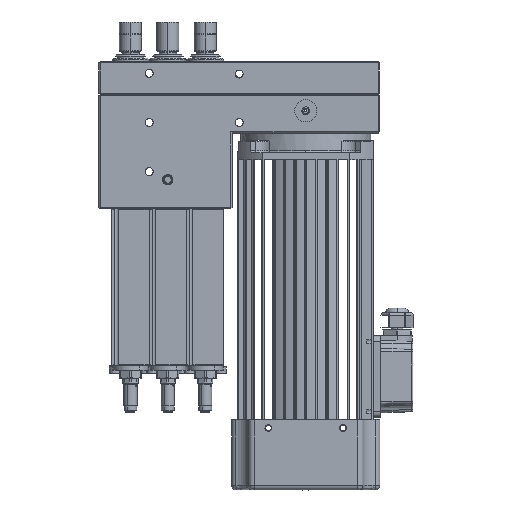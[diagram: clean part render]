
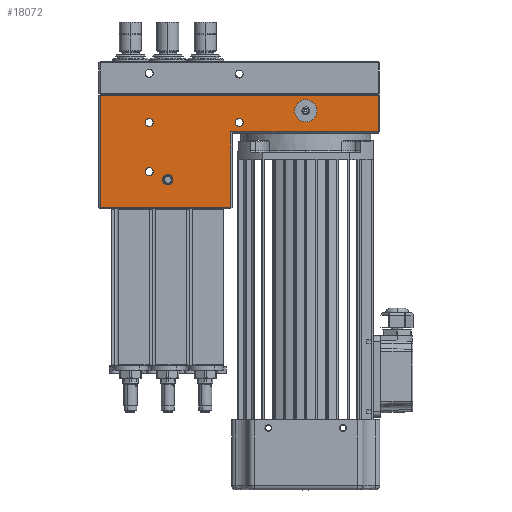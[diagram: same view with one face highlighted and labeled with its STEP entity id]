
A CAD part, front view. The second image highlights one B-rep face of the part: STEP entity #18072.
In plain terms, the highlighted planar face has unit normal (0, -1, 0).
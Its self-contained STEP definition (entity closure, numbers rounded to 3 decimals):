
#357 = VERTEX_POINT ( 'NONE', #33169 ) ;
#580 = ORIENTED_EDGE ( 'NONE', *, *, #5260, .F. ) ;
#730 = CIRCLE ( 'NONE', #32348, 3.4 ) ;
#790 = VERTEX_POINT ( 'NONE', #19783 ) ;
#867 = VERTEX_POINT ( 'NONE', #43392 ) ;
#1089 = LINE ( 'NONE', #37410, #57158 ) ;
#2195 = DIRECTION ( 'NONE',  ( 0., 0., -1. ) ) ;
#3055 = EDGE_CURVE ( 'NONE', #67117, #53930, #11439, .T. ) ;
#3889 = DIRECTION ( 'NONE',  ( 1., 0., 0. ) ) ;
#4984 = EDGE_LOOP ( 'NONE', ( #55868, #580 ) ) ;
#5260 = EDGE_CURVE ( 'NONE', #17173, #357, #10312, .T. ) ;
#6050 = AXIS2_PLACEMENT_3D ( 'NONE', #48214, #15710, #69243 ) ;
#6076 = VERTEX_POINT ( 'NONE', #60271 ) ;
#6957 = DIRECTION ( 'NONE',  ( 0., 0., -1. ) ) ;
#7026 = EDGE_LOOP ( 'NONE', ( #18497, #55485 ) ) ;
#8049 = ORIENTED_EDGE ( 'NONE', *, *, #67246, .T. ) ;
#8212 = ORIENTED_EDGE ( 'NONE', *, *, #37818, .F. ) ;
#8492 = CARTESIAN_POINT ( 'NONE',  ( -26., -30.5, -1. ) ) ;
#8641 = ORIENTED_EDGE ( 'NONE', *, *, #67403, .F. ) ;
#8754 = DIRECTION ( 'NONE',  ( 0., 0., 1. ) ) ;
#10312 = CIRCLE ( 'NONE', #6050, 3.4 ) ;
#11009 = VERTEX_POINT ( 'NONE', #19805 ) ;
#11073 = EDGE_CURVE ( 'NONE', #357, #17173, #69285, .T. ) ;
#11209 = CARTESIAN_POINT ( 'NONE',  ( 93., -30.5, -24. ) ) ;
#11439 = CIRCLE ( 'NONE', #32700, 9.5 ) ;
#11578 = ORIENTED_EDGE ( 'NONE', *, *, #36068, .F. ) ;
#11671 = EDGE_CURVE ( 'NONE', #867, #31845, #53965, .T. ) ;
#11720 = DIRECTION ( 'NONE',  ( 0., -1., 0. ) ) ;
#12018 = CIRCLE ( 'NONE', #69641, 9.5 ) ;
#12030 = FACE_BOUND ( 'NONE', #55884, .T. ) ;
#12783 = LINE ( 'NONE', #65805, #62863 ) ;
#14302 = CARTESIAN_POINT ( 'NONE',  ( -26., -30.5, -97. ) ) ;
#14423 = CARTESIAN_POINT ( 'NONE',  ( -26., -30.5, -98. ) ) ;
#14648 = DIRECTION ( 'NONE',  ( 0., -1., 0. ) ) ;
#14820 = EDGE_CURVE ( 'NONE', #6076, #43935, #12783, .T. ) ;
#14886 = DIRECTION ( 'NONE',  ( 0., 0., -1. ) ) ;
#15710 = DIRECTION ( 'NONE',  ( 0., -1., 0. ) ) ;
#16434 = CARTESIAN_POINT ( 'NONE',  ( 32., -30.5, -77.4 ) ) ;
#17173 = VERTEX_POINT ( 'NONE', #66178 ) ;
#17629 = ORIENTED_EDGE ( 'NONE', *, *, #51965, .T. ) ;
#17780 = DIRECTION ( 'NONE',  ( 0., -1., 0. ) ) ;
#18072 = ADVANCED_FACE ( 'NONE', ( #40918, #12030, #55340, #53641, #67094, #37560 ), #41461, .T. ) ;
#18497 = ORIENTED_EDGE ( 'NONE', *, *, #41955, .F. ) ;
#19783 = CARTESIAN_POINT ( 'NONE',  ( -26., -30.5, -97. ) ) ;
#19805 = CARTESIAN_POINT ( 'NONE',  ( 86., -30.5, -97. ) ) ;
#20662 = VERTEX_POINT ( 'NONE', #8492 ) ;
#21149 = VERTEX_POINT ( 'NONE', #45478 ) ;
#22288 = AXIS2_PLACEMENT_3D ( 'NONE', #31653, #57954, #69250 ) ;
#22307 = CARTESIAN_POINT ( 'NONE',  ( 150., -30.5, -23.5 ) ) ;
#23109 = ORIENTED_EDGE ( 'NONE', *, *, #11671, .F. ) ;
#24110 = EDGE_LOOP ( 'NONE', ( #34627, #43235 ) ) ;
#24622 = CIRCLE ( 'NONE', #53898, 4.4 ) ;
#24810 = CIRCLE ( 'NONE', #68610, 3.4 ) ;
#26013 = VERTEX_POINT ( 'NONE', #31329 ) ;
#26510 = DIRECTION ( 'NONE',  ( 0., 0., -1. ) ) ;
#26814 = CARTESIAN_POINT ( 'NONE',  ( 93., -30.5, -24. ) ) ;
#28081 = DIRECTION ( 'NONE',  ( 0., -1., 0. ) ) ;
#28591 = CARTESIAN_POINT ( 'NONE',  ( 93., -30.5, -27.4 ) ) ;
#28805 = CIRCLE ( 'NONE', #69727, 3.4 ) ;
#30371 = EDGE_CURVE ( 'NONE', #21149, #20662, #64527, .T. ) ;
#31329 = CARTESIAN_POINT ( 'NONE',  ( 32., -30.5, -68.6 ) ) ;
#31653 = CARTESIAN_POINT ( 'NONE',  ( 16., -30.5, -66. ) ) ;
#31845 = VERTEX_POINT ( 'NONE', #56447 ) ;
#32176 = CARTESIAN_POINT ( 'NONE',  ( 212., -30.5, -32. ) ) ;
#32265 = DIRECTION ( 'NONE',  ( 0., -1., 0. ) ) ;
#32348 = AXIS2_PLACEMENT_3D ( 'NONE', #11209, #28081, #54607 ) ;
#32700 = AXIS2_PLACEMENT_3D ( 'NONE', #50279, #17780, #34883 ) ;
#33128 = CARTESIAN_POINT ( 'NONE',  ( -26., -30.5, -1. ) ) ;
#33169 = CARTESIAN_POINT ( 'NONE',  ( 16., -30.5, -69.4 ) ) ;
#34627 = ORIENTED_EDGE ( 'NONE', *, *, #3055, .F. ) ;
#34883 = DIRECTION ( 'NONE',  ( 0., 0., -1. ) ) ;
#35349 = EDGE_CURVE ( 'NONE', #790, #20662, #1089, .T. ) ;
#36068 = EDGE_CURVE ( 'NONE', #26013, #69956, #65462, .T. ) ;
#36283 = EDGE_CURVE ( 'NONE', #53930, #67117, #12018, .T. ) ;
#37132 = DIRECTION ( 'NONE',  ( 0., -1., 0. ) ) ;
#37410 = CARTESIAN_POINT ( 'NONE',  ( -26., -30.5, -98. ) ) ;
#37560 = FACE_OUTER_BOUND ( 'NONE', #41389, .T. ) ;
#37728 = DIRECTION ( 'NONE',  ( 0., 0., -1. ) ) ;
#37818 = EDGE_CURVE ( 'NONE', #31845, #867, #28805, .T. ) ;
#38234 = VECTOR ( 'NONE', #8754, 1000. ) ;
#38784 = LINE ( 'NONE', #14302, #55692 ) ;
#39469 = DIRECTION ( 'NONE',  ( 0., -1., 0. ) ) ;
#40205 = AXIS2_PLACEMENT_3D ( 'NONE', #64584, #43029, #26510 ) ;
#40591 = EDGE_LOOP ( 'NONE', ( #8641, #11578 ) ) ;
#40825 = CARTESIAN_POINT ( 'NONE',  ( 150., -30.5, -4.5 ) ) ;
#40918 = FACE_BOUND ( 'NONE', #40591, .T. ) ;
#41389 = EDGE_LOOP ( 'NONE', ( #65570, #61163, #8049, #54871, #67443, #17629 ) ) ;
#41461 = PLANE ( 'NONE',  #62556 ) ;
#41469 = CARTESIAN_POINT ( 'NONE',  ( 86., -30.5, -33. ) ) ;
#41955 = EDGE_CURVE ( 'NONE', #58889, #57275, #24810, .T. ) ;
#42730 = DIRECTION ( 'NONE',  ( 0., 0., -1. ) ) ;
#43029 = DIRECTION ( 'NONE',  ( 0., -1., 0. ) ) ;
#43235 = ORIENTED_EDGE ( 'NONE', *, *, #36283, .F. ) ;
#43392 = CARTESIAN_POINT ( 'NONE',  ( 16., -30.5, -20.6 ) ) ;
#43935 = VERTEX_POINT ( 'NONE', #32176 ) ;
#45478 = CARTESIAN_POINT ( 'NONE',  ( 212., -30.5, -1. ) ) ;
#46101 = DIRECTION ( 'NONE',  ( 0., 0., -1. ) ) ;
#47149 = CARTESIAN_POINT ( 'NONE',  ( 16., -30.5, -24. ) ) ;
#47342 = AXIS2_PLACEMENT_3D ( 'NONE', #47149, #11720, #2195 ) ;
#48214 = CARTESIAN_POINT ( 'NONE',  ( 16., -30.5, -66. ) ) ;
#49245 = DIRECTION ( 'NONE',  ( -1., 0., 0. ) ) ;
#50279 = CARTESIAN_POINT ( 'NONE',  ( 150., -30.5, -14. ) ) ;
#50501 = DIRECTION ( 'NONE',  ( 0., 0., 1. ) ) ;
#50753 = CARTESIAN_POINT ( 'NONE',  ( 212., -30.5, -98. ) ) ;
#51340 = DIRECTION ( 'NONE',  ( 0., -1., 0. ) ) ;
#51588 = CARTESIAN_POINT ( 'NONE',  ( 16., -30.5, -24. ) ) ;
#51965 = EDGE_CURVE ( 'NONE', #790, #11009, #38784, .T. ) ;
#53641 = FACE_BOUND ( 'NONE', #7026, .T. ) ;
#53898 = AXIS2_PLACEMENT_3D ( 'NONE', #62464, #37132, #42730 ) ;
#53930 = VERTEX_POINT ( 'NONE', #40825 ) ;
#53965 = CIRCLE ( 'NONE', #47342, 3.4 ) ;
#53993 = CARTESIAN_POINT ( 'NONE',  ( 93., -30.5, -20.6 ) ) ;
#54607 = DIRECTION ( 'NONE',  ( 0., 0., -1. ) ) ;
#54871 = ORIENTED_EDGE ( 'NONE', *, *, #30371, .T. ) ;
#55340 = FACE_BOUND ( 'NONE', #4984, .T. ) ;
#55485 = ORIENTED_EDGE ( 'NONE', *, *, #60196, .F. ) ;
#55692 = VECTOR ( 'NONE', #3889, 1000. ) ;
#55868 = ORIENTED_EDGE ( 'NONE', *, *, #11073, .F. ) ;
#55884 = EDGE_LOOP ( 'NONE', ( #8212, #23109 ) ) ;
#56447 = CARTESIAN_POINT ( 'NONE',  ( 16., -30.5, -27.4 ) ) ;
#56838 = VECTOR ( 'NONE', #50501, 1000. ) ;
#57158 = VECTOR ( 'NONE', #69986, 1000. ) ;
#57275 = VERTEX_POINT ( 'NONE', #53993 ) ;
#57743 = LINE ( 'NONE', #50753, #56838 ) ;
#57954 = DIRECTION ( 'NONE',  ( 0., -1., 0. ) ) ;
#58546 = LINE ( 'NONE', #41469, #38234 ) ;
#58889 = VERTEX_POINT ( 'NONE', #28591 ) ;
#59925 = DIRECTION ( 'NONE',  ( 1., 0., 0. ) ) ;
#60196 = EDGE_CURVE ( 'NONE', #57275, #58889, #730, .T. ) ;
#60271 = CARTESIAN_POINT ( 'NONE',  ( 86., -30.5, -32. ) ) ;
#61163 = ORIENTED_EDGE ( 'NONE', *, *, #14820, .T. ) ;
#62464 = CARTESIAN_POINT ( 'NONE',  ( 32., -30.5, -73. ) ) ;
#62556 = AXIS2_PLACEMENT_3D ( 'NONE', #14423, #14648, #14886 ) ;
#62863 = VECTOR ( 'NONE', #59925, 1000. ) ;
#64527 = LINE ( 'NONE', #33128, #66214 ) ;
#64584 = CARTESIAN_POINT ( 'NONE',  ( 32., -30.5, -73. ) ) ;
#65462 = CIRCLE ( 'NONE', #40205, 4.4 ) ;
#65570 = ORIENTED_EDGE ( 'NONE', *, *, #67301, .T. ) ;
#65805 = CARTESIAN_POINT ( 'NONE',  ( 212., -30.5, -32. ) ) ;
#66178 = CARTESIAN_POINT ( 'NONE',  ( 16., -30.5, -62.6 ) ) ;
#66214 = VECTOR ( 'NONE', #49245, 1000. ) ;
#67094 = FACE_BOUND ( 'NONE', #24110, .T. ) ;
#67117 = VERTEX_POINT ( 'NONE', #22307 ) ;
#67246 = EDGE_CURVE ( 'NONE', #43935, #21149, #57743, .T. ) ;
#67301 = EDGE_CURVE ( 'NONE', #11009, #6076, #58546, .T. ) ;
#67403 = EDGE_CURVE ( 'NONE', #69956, #26013, #24622, .T. ) ;
#67443 = ORIENTED_EDGE ( 'NONE', *, *, #35349, .F. ) ;
#67606 = CARTESIAN_POINT ( 'NONE',  ( 150., -30.5, -14. ) ) ;
#68610 = AXIS2_PLACEMENT_3D ( 'NONE', #26814, #32265, #37728 ) ;
#69243 = DIRECTION ( 'NONE',  ( 0., 0., -1. ) ) ;
#69250 = DIRECTION ( 'NONE',  ( 0., 0., -1. ) ) ;
#69285 = CIRCLE ( 'NONE', #22288, 3.4 ) ;
#69641 = AXIS2_PLACEMENT_3D ( 'NONE', #67606, #39469, #6957 ) ;
#69727 = AXIS2_PLACEMENT_3D ( 'NONE', #51588, #51340, #46101 ) ;
#69956 = VERTEX_POINT ( 'NONE', #16434 ) ;
#69986 = DIRECTION ( 'NONE',  ( 0., 0., 1. ) ) ;
